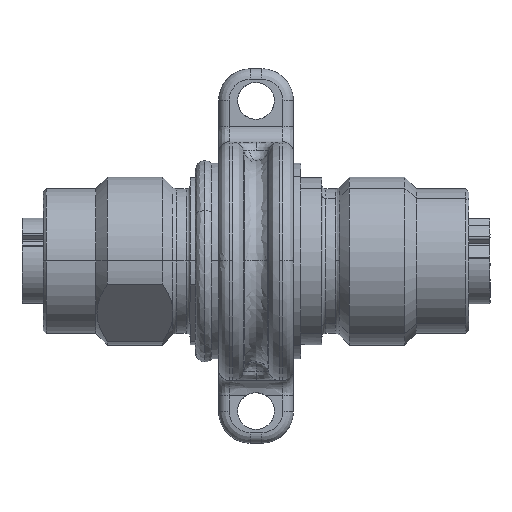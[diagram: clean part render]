
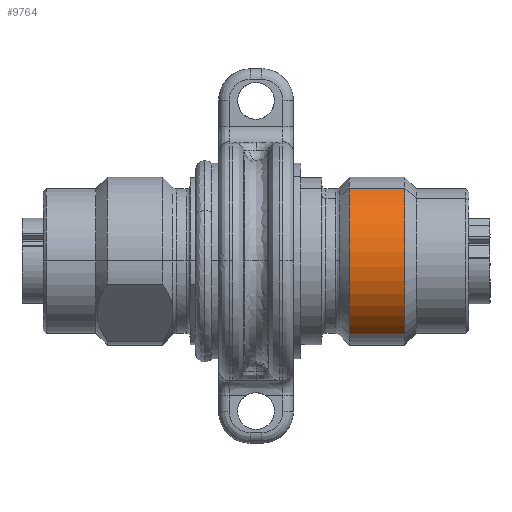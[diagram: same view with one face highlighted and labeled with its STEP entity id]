
A CAD part, top view. The second image highlights one B-rep face of the part: STEP entity #9764.
In plain terms, the highlighted free-form (B-spline) face has degree [2, 1] with [3, 2] control points.
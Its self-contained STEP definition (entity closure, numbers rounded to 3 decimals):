
#9597=CARTESIAN_POINT('Vertex',(31.124,10.372,15.3)) ;
#9622=CARTESIAN_POINT('Vertex',(31.124,24.228,15.3)) ;
#9626=CARTESIAN_POINT('Control Point',(31.124,10.372,15.3)) ;
#9627=CARTESIAN_POINT('Control Point',(31.124,17.3,27.3)) ;
#9628=CARTESIAN_POINT('Control Point',(31.124,24.228,15.3)) ;
#9694=CARTESIAN_POINT('Vertex',(36.374,10.372,15.3)) ;
#9730=CARTESIAN_POINT('Control Point',(36.374,10.372,15.3)) ;
#9731=CARTESIAN_POINT('Control Point',(31.124,10.372,15.3)) ;
#9741=CARTESIAN_POINT('Control Point',(36.374,10.372,15.3)) ;
#9742=CARTESIAN_POINT('Control Point',(31.124,10.372,15.3)) ;
#9743=CARTESIAN_POINT('Control Point',(36.374,17.3,27.3)) ;
#9744=CARTESIAN_POINT('Control Point',(31.124,17.3,27.3)) ;
#9745=CARTESIAN_POINT('Control Point',(36.374,24.228,15.3)) ;
#9746=CARTESIAN_POINT('Control Point',(31.124,24.228,15.3)) ;
#9748=CARTESIAN_POINT('Control Point',(36.374,24.228,15.3)) ;
#9749=CARTESIAN_POINT('Control Point',(31.124,24.228,15.3)) ;
#9750=CARTESIAN_POINT('Vertex',(36.374,24.228,15.3)) ;
#9754=CARTESIAN_POINT('Control Point',(36.374,10.372,15.3)) ;
#9755=CARTESIAN_POINT('Control Point',(36.374,17.3,27.3)) ;
#9756=CARTESIAN_POINT('Control Point',(36.374,24.228,15.3)) ;
#9759=ORIENTED_EDGE('',*,*,#9752,.T.) ;
#9760=ORIENTED_EDGE('',*,*,#9629,.F.) ;
#9761=ORIENTED_EDGE('',*,*,#9732,.F.) ;
#9762=ORIENTED_EDGE('',*,*,#9757,.T.) ;
#9764=ADVANCED_FACE('R2',(#9763),#9740,.T.) ;
#9629=EDGE_CURVE('',#9598,#9623,#9625,.T.) ;
#9732=EDGE_CURVE('',#9695,#9598,#9729,.T.) ;
#9752=EDGE_CURVE('',#9751,#9623,#9747,.T.) ;
#9757=EDGE_CURVE('',#9695,#9751,#9753,.T.) ;
#9758=EDGE_LOOP('',(#9759,#9760,#9761,#9762)) ;
#9763=FACE_OUTER_BOUND('',#9758,.T.) ;
#9598=VERTEX_POINT('',#9597) ;
#9623=VERTEX_POINT('',#9622) ;
#9695=VERTEX_POINT('',#9694) ;
#9751=VERTEX_POINT('',#9750) ;
#9625=(BOUNDED_CURVE()B_SPLINE_CURVE(2,(#9626,#9627,#9628),.UNSPECIFIED.,.F.,.U.)B_SPLINE_CURVE_WITH_KNOTS((3,3),(25.764,51.529),.UNSPECIFIED.)CURVE()GEOMETRIC_REPRESENTATION_ITEM()RATIONAL_B_SPLINE_CURVE((1.,0.5,1.))REPRESENTATION_ITEM('')) ;
#9729=(BOUNDED_CURVE()B_SPLINE_CURVE(1,(#9730,#9731),.UNSPECIFIED.,.F.,.U.)B_SPLINE_CURVE_WITH_KNOTS((2,2),(0.,5.25),.UNSPECIFIED.)CURVE()GEOMETRIC_REPRESENTATION_ITEM()RATIONAL_B_SPLINE_CURVE((1.,1.))REPRESENTATION_ITEM('')) ;
#9747=(BOUNDED_CURVE()B_SPLINE_CURVE(1,(#9748,#9749),.UNSPECIFIED.,.F.,.U.)B_SPLINE_CURVE_WITH_KNOTS((2,2),(0.,5.25),.UNSPECIFIED.)CURVE()GEOMETRIC_REPRESENTATION_ITEM()RATIONAL_B_SPLINE_CURVE((1.,1.))REPRESENTATION_ITEM('')) ;
#9753=(BOUNDED_CURVE()B_SPLINE_CURVE(2,(#9754,#9755,#9756),.UNSPECIFIED.,.F.,.U.)B_SPLINE_CURVE_WITH_KNOTS((3,3),(27.713,55.426),.UNSPECIFIED.)CURVE()GEOMETRIC_REPRESENTATION_ITEM()RATIONAL_B_SPLINE_CURVE((1.,0.5,1.))REPRESENTATION_ITEM('')) ;
#9740=(BOUNDED_SURFACE()B_SPLINE_SURFACE(2,1,((#9741,#9742),(#9743,#9744),(#9745,#9746)),.UNSPECIFIED.,.F.,.F.,.U.)B_SPLINE_SURFACE_WITH_KNOTS((3,3),(2,2),(27.713,55.426),(0.,5.25),.UNSPECIFIED.)GEOMETRIC_REPRESENTATION_ITEM()RATIONAL_B_SPLINE_SURFACE(((1.,1.),(0.5,0.5),(1.,1.)))REPRESENTATION_ITEM('Rational BSpline Surface')SURFACE()) ;
